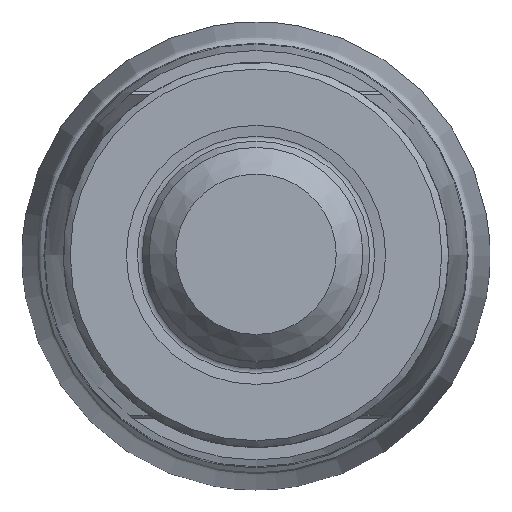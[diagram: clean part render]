
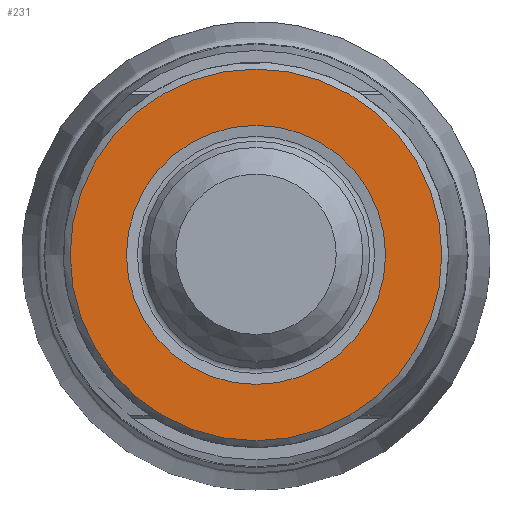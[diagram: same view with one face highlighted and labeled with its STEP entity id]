
A CAD part, top view. The second image highlights one B-rep face of the part: STEP entity #231.
In plain terms, the highlighted planar face has unit normal (0, 0, 1).
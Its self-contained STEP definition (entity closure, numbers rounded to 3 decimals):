
#117=PLANE('',#874);
#231=ADVANCED_FACE('CLONE_TP_FACE',(#300,#301),#117,.T.);
#300=FACE_BOUND('',#379,.T.);
#301=FACE_BOUND('',#380,.T.);
#379=EDGE_LOOP('',(#515));
#380=EDGE_LOOP('',(#516));
#515=ORIENTED_EDGE('',*,*,#655,.T.);
#516=ORIENTED_EDGE('',*,*,#654,.F.);
#584=VERTEX_POINT('',#1340);
#585=VERTEX_POINT('',#1344);
#654=EDGE_CURVE('',#584,#584,#694,.T.);
#655=EDGE_CURVE('',#585,#585,#695,.T.);
#694=CIRCLE('',#870,9.689);
#695=CIRCLE('',#873,13.9);
#870=AXIS2_PLACEMENT_3D('',#1339,#1072,#1073);
#873=AXIS2_PLACEMENT_3D('',#1343,#1078,#1079);
#874=AXIS2_PLACEMENT_3D('',#1345,#1080,#1081);
#1072=DIRECTION('',(0.,0.,1.));
#1073=DIRECTION('',(1.,0.,0.));
#1078=DIRECTION('',(0.,0.,1.));
#1079=DIRECTION('',(1.,0.,0.));
#1080=DIRECTION('',(0.,0.,1.));
#1081=DIRECTION('',(-1.,0.,0.));
#1339=CARTESIAN_POINT('',(0.,0.,0.));
#1340=CARTESIAN_POINT('',(9.689,0.,0.));
#1343=CARTESIAN_POINT('',(0.,0.,0.));
#1344=CARTESIAN_POINT('',(13.9,0.,0.));
#1345=CARTESIAN_POINT('',(-14.4,0.,0.));
